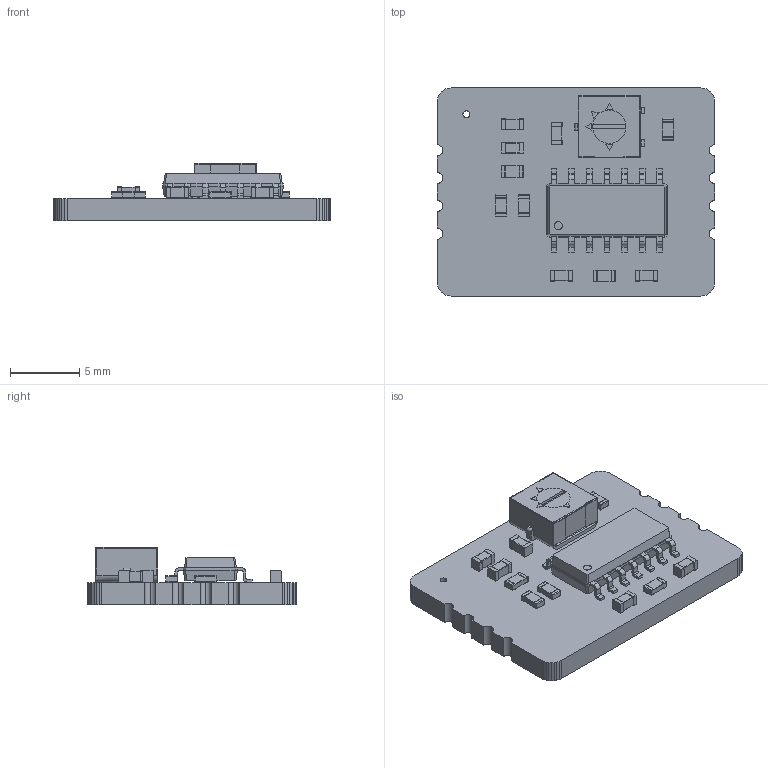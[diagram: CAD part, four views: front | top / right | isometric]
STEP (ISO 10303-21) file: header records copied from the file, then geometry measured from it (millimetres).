
FILE_DESCRIPTION(('KiCad electronic assembly'),'2;1');
FILE_NAME('AnalogSensorAmplifier.step','2024-03-30T15:11:52',('Pcbnew'), ('Kicad'),'Open CASCADE STEP processor 7.7','KiCad to STEP converter', 'Unknown');
FILE_SCHEMA(('AUTOMOTIVE_DESIGN { 1 0 10303 214 1 1 1 1 }'));
Length unit declared in the file: millimetre
Products named in the file (10): AnalogSensorAmplifier 1; R_0603_1608Metric; SOLID; C_0603_1608Metric; SOIC-14_3.9x8.7mm_P1.27mm; Potentiometer_Bourns_3314J_Vertical; AnalogSensorAmplifier PCB
Assembly tree (17 placements, depth 3):
  AnalogSensorAmplifier 1
    R_0603_1608Metric  x5
      SOLID
    C_0603_1608Metric  x5
      SOLID
    SOIC-14_3.9x8.7mm_P1.27mm
      SOLID
    Potentiometer_Bourns_3314J_Vertical
      SOLID
    AnalogSensorAmplifier PCB
Bounding box: 20 x 15 x 4.17 mm (x, y, z)
Volume: 586.9 mm3; surface area: 989.2 mm2
Topology: 13 solids, 13 shells, 724 faces, 1878 edges, 1192 vertices
Faces by surface type: plane 468, cylinder 210, bspline 38, sphere 4, torus 4
Full cylindrical faces by diameter (mm): 0.5 x1, 0.6 x1
Entity records: 36059 total; most frequent: CARTESIAN_POINT 6440, DIRECTION 4904, LINE 3299, VECTOR 3299, ORIENTED_EDGE 2628, PCURVE 2628, DEFINITIONAL_REPRESENTATION 2628, EDGE_CURVE 1314
